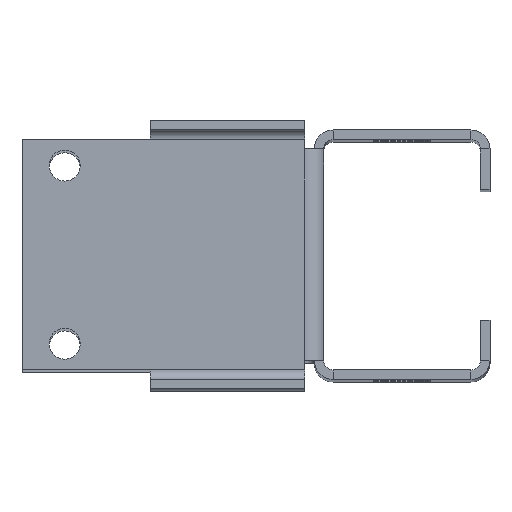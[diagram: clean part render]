
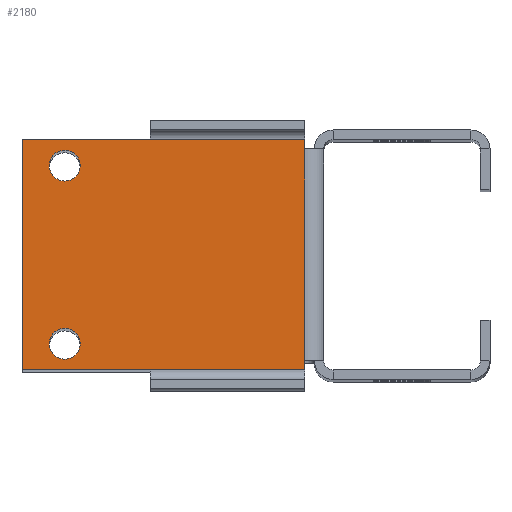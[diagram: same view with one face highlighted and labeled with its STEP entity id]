
A CAD part, top view. The second image highlights one B-rep face of the part: STEP entity #2180.
In plain terms, the highlighted planar face has unit normal (0, 0, 1).
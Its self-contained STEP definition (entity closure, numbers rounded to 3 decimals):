
#21 = EDGE_LOOP ( 'NONE', ( #2609, #966, #2547, #2660, #2603, #238, #1940, #3048 ) ) ;
#42 = EDGE_CURVE ( 'NONE', #1897, #1302, #1114, .T. ) ;
#85 = CARTESIAN_POINT ( 'NONE',  ( -96.5, 10.5, 321. ) ) ;
#185 = PLANE ( 'NONE',  #1148 ) ;
#205 = LINE ( 'NONE', #3716, #3730 ) ;
#207 = VECTOR ( 'NONE', #3349, 1000. ) ;
#220 = CARTESIAN_POINT ( 'NONE',  ( -37., -38., 321. ) ) ;
#238 = ORIENTED_EDGE ( 'NONE', *, *, #3687, .F. ) ;
#239 = VERTEX_POINT ( 'NONE', #1576 ) ;
#305 = DIRECTION ( 'NONE',  ( 0., 0., 1. ) ) ;
#331 = AXIS2_PLACEMENT_3D ( 'NONE', #438, #3618, #769 ) ;
#365 = VERTEX_POINT ( 'NONE', #2641 ) ;
#438 = CARTESIAN_POINT ( 'NONE',  ( -87.5, 5., 321. ) ) ;
#464 = VECTOR ( 'NONE', #2999, 1000. ) ;
#537 = VECTOR ( 'NONE', #3860, 1000. ) ;
#553 = FACE_OUTER_BOUND ( 'NONE', #21, .T. ) ;
#591 = FACE_BOUND ( 'NONE', #2731, .T. ) ;
#600 = VERTEX_POINT ( 'NONE', #3705 ) ;
#639 = CARTESIAN_POINT ( 'NONE',  ( -69.5, -38., 321. ) ) ;
#645 = VERTEX_POINT ( 'NONE', #1566 ) ;
#648 = EDGE_CURVE ( 'NONE', #600, #1302, #2171, .T. ) ;
#673 = CIRCLE ( 'NONE', #1051, 3.25 ) ;
#677 = DIRECTION ( 'NONE',  ( 1., 0., 0. ) ) ;
#716 = CARTESIAN_POINT ( 'NONE',  ( -37., -40., 321. ) ) ;
#735 = DIRECTION ( 'NONE',  ( 1., 0., 0. ) ) ;
#763 = CARTESIAN_POINT ( 'NONE',  ( -37., -38., 321. ) ) ;
#764 = CARTESIAN_POINT ( 'NONE',  ( -96.5, 10.5, 321. ) ) ;
#769 = DIRECTION ( 'NONE',  ( 1., 0., 0. ) ) ;
#771 = VECTOR ( 'NONE', #735, 1000. ) ;
#798 = CARTESIAN_POINT ( 'NONE',  ( -69.5, 10.5, 321. ) ) ;
#846 = CARTESIAN_POINT ( 'NONE',  ( -96.5, -38., 321. ) ) ;
#861 = VECTOR ( 'NONE', #4031, 1000. ) ;
#872 = VECTOR ( 'NONE', #3615, 1000. ) ;
#873 = CARTESIAN_POINT ( 'NONE',  ( 0., 0., 321. ) ) ;
#882 = VECTOR ( 'NONE', #1055, 1000. ) ;
#899 = VERTEX_POINT ( 'NONE', #220 ) ;
#966 = ORIENTED_EDGE ( 'NONE', *, *, #1705, .T. ) ;
#1027 = ORIENTED_EDGE ( 'NONE', *, *, #2132, .F. ) ;
#1051 = AXIS2_PLACEMENT_3D ( 'NONE', #1980, #305, #677 ) ;
#1055 = DIRECTION ( 'NONE',  ( 0., -1., 0. ) ) ;
#1114 = LINE ( 'NONE', #763, #464 ) ;
#1119 = LINE ( 'NONE', #3599, #207 ) ;
#1128 = CIRCLE ( 'NONE', #2152, 3.25 ) ;
#1148 = AXIS2_PLACEMENT_3D ( 'NONE', #873, #4055, #2486 ) ;
#1169 = FACE_BOUND ( 'NONE', #3917, .T. ) ;
#1173 = AXIS2_PLACEMENT_3D ( 'NONE', #1239, #2242, #2536 ) ;
#1195 = DIRECTION ( 'NONE',  ( 1., 0., 0. ) ) ;
#1239 = CARTESIAN_POINT ( 'NONE',  ( -87.5, 5., 321. ) ) ;
#1302 = VERTEX_POINT ( 'NONE', #846 ) ;
#1327 = VERTEX_POINT ( 'NONE', #3375 ) ;
#1379 = LINE ( 'NONE', #764, #872 ) ;
#1396 = EDGE_CURVE ( 'NONE', #365, #3806, #673, .T. ) ;
#1415 = ORIENTED_EDGE ( 'NONE', *, *, #1396, .F. ) ;
#1424 = CARTESIAN_POINT ( 'NONE',  ( -37., 10.5, 321. ) ) ;
#1566 = CARTESIAN_POINT ( 'NONE',  ( -84.25, 5., 321. ) ) ;
#1576 = CARTESIAN_POINT ( 'NONE',  ( -37., -36., 321. ) ) ;
#1637 = EDGE_CURVE ( 'NONE', #3806, #365, #1128, .T. ) ;
#1705 = EDGE_CURVE ( 'NONE', #899, #239, #2612, .T. ) ;
#1774 = ORIENTED_EDGE ( 'NONE', *, *, #2671, .F. ) ;
#1897 = VERTEX_POINT ( 'NONE', #639 ) ;
#1899 = CARTESIAN_POINT ( 'NONE',  ( -96.5, 0., 321. ) ) ;
#1940 = ORIENTED_EDGE ( 'NONE', *, *, #648, .T. ) ;
#1980 = CARTESIAN_POINT ( 'NONE',  ( -87.5, -32.5, 321. ) ) ;
#2030 = EDGE_CURVE ( 'NONE', #899, #1897, #1119, .T. ) ;
#2082 = LINE ( 'NONE', #3945, #882 ) ;
#2132 = EDGE_CURVE ( 'NONE', #1327, #645, #2739, .T. ) ;
#2139 = ORIENTED_EDGE ( 'NONE', *, *, #1637, .F. ) ;
#2152 = AXIS2_PLACEMENT_3D ( 'NONE', #2782, #4040, #1195 ) ;
#2168 = DIRECTION ( 'NONE',  ( 0., -1., 0. ) ) ;
#2171 = LINE ( 'NONE', #1899, #861 ) ;
#2180 = ADVANCED_FACE ( 'NONE', ( #591, #1169, #553 ), #185, .F. ) ;
#2242 = DIRECTION ( 'NONE',  ( 0., 0., 1. ) ) ;
#2404 = CARTESIAN_POINT ( 'NONE',  ( -37., 8.5, 321. ) ) ;
#2467 = VERTEX_POINT ( 'NONE', #798 ) ;
#2486 = DIRECTION ( 'NONE',  ( -1., 0., 0. ) ) ;
#2536 = DIRECTION ( 'NONE',  ( 1., 0., 0. ) ) ;
#2547 = ORIENTED_EDGE ( 'NONE', *, *, #3301, .F. ) ;
#2603 = ORIENTED_EDGE ( 'NONE', *, *, #3111, .F. ) ;
#2609 = ORIENTED_EDGE ( 'NONE', *, *, #2030, .F. ) ;
#2612 = LINE ( 'NONE', #716, #537 ) ;
#2641 = CARTESIAN_POINT ( 'NONE',  ( -90.75, -32.5, 321. ) ) ;
#2660 = ORIENTED_EDGE ( 'NONE', *, *, #3902, .F. ) ;
#2671 = EDGE_CURVE ( 'NONE', #645, #1327, #2840, .T. ) ;
#2731 = EDGE_LOOP ( 'NONE', ( #2139, #1415 ) ) ;
#2739 = CIRCLE ( 'NONE', #331, 3.25 ) ;
#2782 = CARTESIAN_POINT ( 'NONE',  ( -87.5, -32.5, 321. ) ) ;
#2840 = CIRCLE ( 'NONE', #1173, 3.25 ) ;
#2981 = CARTESIAN_POINT ( 'NONE',  ( -84.25, -32.5, 321. ) ) ;
#2999 = DIRECTION ( 'NONE',  ( -1., 0., 0. ) ) ;
#3048 = ORIENTED_EDGE ( 'NONE', *, *, #42, .F. ) ;
#3111 = EDGE_CURVE ( 'NONE', #2467, #3736, #3189, .T. ) ;
#3189 = LINE ( 'NONE', #85, #771 ) ;
#3301 = EDGE_CURVE ( 'NONE', #3364, #239, #2082, .T. ) ;
#3349 = DIRECTION ( 'NONE',  ( -1., 0., 0. ) ) ;
#3364 = VERTEX_POINT ( 'NONE', #2404 ) ;
#3375 = CARTESIAN_POINT ( 'NONE',  ( -90.75, 5., 321. ) ) ;
#3599 = CARTESIAN_POINT ( 'NONE',  ( -37., -38., 321. ) ) ;
#3615 = DIRECTION ( 'NONE',  ( 1., 0., 0. ) ) ;
#3618 = DIRECTION ( 'NONE',  ( 0., 0., 1. ) ) ;
#3687 = EDGE_CURVE ( 'NONE', #600, #2467, #1379, .T. ) ;
#3705 = CARTESIAN_POINT ( 'NONE',  ( -96.5, 10.5, 321. ) ) ;
#3716 = CARTESIAN_POINT ( 'NONE',  ( -37., 12.5, 321. ) ) ;
#3730 = VECTOR ( 'NONE', #2168, 1000. ) ;
#3736 = VERTEX_POINT ( 'NONE', #1424 ) ;
#3806 = VERTEX_POINT ( 'NONE', #2981 ) ;
#3860 = DIRECTION ( 'NONE',  ( 0., 1., 0. ) ) ;
#3902 = EDGE_CURVE ( 'NONE', #3736, #3364, #205, .T. ) ;
#3917 = EDGE_LOOP ( 'NONE', ( #1774, #1027 ) ) ;
#3945 = CARTESIAN_POINT ( 'NONE',  ( -37., -36., 321. ) ) ;
#4031 = DIRECTION ( 'NONE',  ( 0., -1., 0. ) ) ;
#4040 = DIRECTION ( 'NONE',  ( 0., 0., 1. ) ) ;
#4055 = DIRECTION ( 'NONE',  ( 0., 0., -1. ) ) ;
